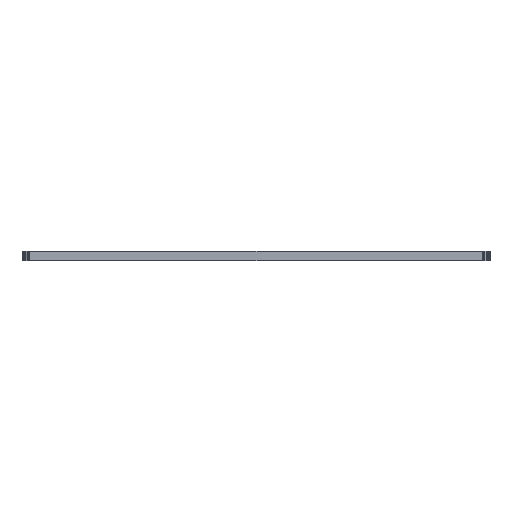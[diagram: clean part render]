
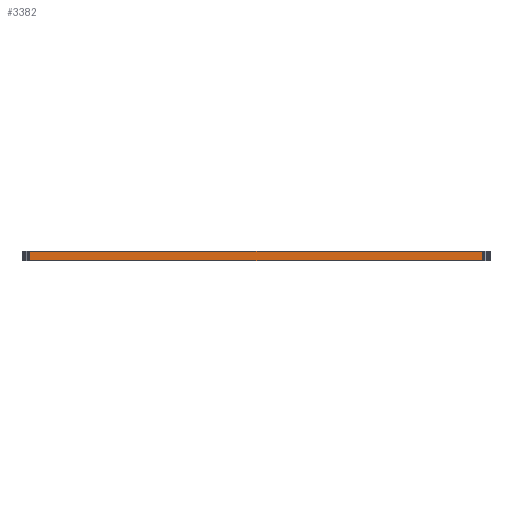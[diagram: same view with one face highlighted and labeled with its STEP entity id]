
A CAD part, left-side view. The second image highlights one B-rep face of the part: STEP entity #3382.
In plain terms, the highlighted planar face has unit normal (-1, 0, 0).
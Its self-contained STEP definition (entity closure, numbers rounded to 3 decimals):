
#90 = PLANE('',#91);
#91 = AXIS2_PLACEMENT_3D('',#92,#93,#94);
#92 = CARTESIAN_POINT('',(120.443,-67.1,1.58));
#93 = DIRECTION('',(-0.,-0.,-1.));
#94 = DIRECTION('',(-1.,0.,0.));
#144 = PLANE('',#145);
#145 = AXIS2_PLACEMENT_3D('',#146,#147,#148);
#146 = CARTESIAN_POINT('',(120.443,-67.1,0.));
#147 = DIRECTION('',(-0.,-0.,-1.));
#148 = DIRECTION('',(-1.,0.,0.));
#1009 = VERTEX_POINT('',#1010);
#1010 = CARTESIAN_POINT('',(38.461,-103.93,0.));
#1024 = PLANE('',#1025);
#1025 = AXIS2_PLACEMENT_3D('',#1026,#1027,#1028);
#1026 = CARTESIAN_POINT('',(38.48,-104.151,0.));
#1027 = DIRECTION('',(-0.996,-0.087,0.));
#1028 = DIRECTION('',(-0.087,0.996,0.));
#1036 = EDGE_CURVE('',#1009,#1037,#1039,.T.);
#1037 = VERTEX_POINT('',#1038);
#1038 = CARTESIAN_POINT('',(38.461,-30.27,0.));
#1039 = SURFACE_CURVE('',#1040,(#1044,#1051),.PCURVE_S1.);
#1040 = LINE('',#1041,#1042);
#1041 = CARTESIAN_POINT('',(38.461,-103.93,0.));
#1042 = VECTOR('',#1043,1.);
#1043 = DIRECTION('',(0.,1.,0.));
#1044 = PCURVE('',#144,#1045);
#1045 = DEFINITIONAL_REPRESENTATION('',(#1046),#1050);
#1046 = LINE('',#1047,#1048);
#1047 = CARTESIAN_POINT('',(81.982,-36.83));
#1048 = VECTOR('',#1049,1.);
#1049 = DIRECTION('',(0.,1.));
#1050 = ( GEOMETRIC_REPRESENTATION_CONTEXT(2) 
PARAMETRIC_REPRESENTATION_CONTEXT() REPRESENTATION_CONTEXT('2D SPACE',''
  ) );
#1051 = PCURVE('',#1052,#1057);
#1052 = PLANE('',#1053);
#1053 = AXIS2_PLACEMENT_3D('',#1054,#1055,#1056);
#1054 = CARTESIAN_POINT('',(38.461,-103.93,0.));
#1055 = DIRECTION('',(-1.,0.,0.));
#1056 = DIRECTION('',(0.,1.,0.));
#1057 = DEFINITIONAL_REPRESENTATION('',(#1058),#1062);
#1058 = LINE('',#1059,#1060);
#1059 = CARTESIAN_POINT('',(0.,0.));
#1060 = VECTOR('',#1061,1.);
#1061 = DIRECTION('',(1.,0.));
#1062 = ( GEOMETRIC_REPRESENTATION_CONTEXT(2) 
PARAMETRIC_REPRESENTATION_CONTEXT() REPRESENTATION_CONTEXT('2D SPACE',''
  ) );
#1080 = PLANE('',#1081);
#1081 = AXIS2_PLACEMENT_3D('',#1082,#1083,#1084);
#1082 = CARTESIAN_POINT('',(38.461,-30.27,0.));
#1083 = DIRECTION('',(-0.996,0.087,0.));
#1084 = DIRECTION('',(0.087,0.996,0.));
#2269 = VERTEX_POINT('',#2270);
#2270 = CARTESIAN_POINT('',(38.461,-103.93,1.58));
#2291 = EDGE_CURVE('',#2269,#2292,#2294,.T.);
#2292 = VERTEX_POINT('',#2293);
#2293 = CARTESIAN_POINT('',(38.461,-30.27,1.58));
#2294 = SURFACE_CURVE('',#2295,(#2299,#2306),.PCURVE_S1.);
#2295 = LINE('',#2296,#2297);
#2296 = CARTESIAN_POINT('',(38.461,-103.93,1.58));
#2297 = VECTOR('',#2298,1.);
#2298 = DIRECTION('',(0.,1.,0.));
#2299 = PCURVE('',#90,#2300);
#2300 = DEFINITIONAL_REPRESENTATION('',(#2301),#2305);
#2301 = LINE('',#2302,#2303);
#2302 = CARTESIAN_POINT('',(81.982,-36.83));
#2303 = VECTOR('',#2304,1.);
#2304 = DIRECTION('',(0.,1.));
#2305 = ( GEOMETRIC_REPRESENTATION_CONTEXT(2) 
PARAMETRIC_REPRESENTATION_CONTEXT() REPRESENTATION_CONTEXT('2D SPACE',''
  ) );
#2306 = PCURVE('',#1052,#2307);
#2307 = DEFINITIONAL_REPRESENTATION('',(#2308),#2312);
#2308 = LINE('',#2309,#2310);
#2309 = CARTESIAN_POINT('',(0.,-1.58));
#2310 = VECTOR('',#2311,1.);
#2311 = DIRECTION('',(1.,0.));
#2312 = ( GEOMETRIC_REPRESENTATION_CONTEXT(2) 
PARAMETRIC_REPRESENTATION_CONTEXT() REPRESENTATION_CONTEXT('2D SPACE',''
  ) );
#3332 = EDGE_CURVE('',#1037,#2292,#3333,.T.);
#3333 = SURFACE_CURVE('',#3334,(#3338,#3345),.PCURVE_S1.);
#3334 = LINE('',#3335,#3336);
#3335 = CARTESIAN_POINT('',(38.461,-30.27,0.));
#3336 = VECTOR('',#3337,1.);
#3337 = DIRECTION('',(0.,0.,1.));
#3338 = PCURVE('',#1080,#3339);
#3339 = DEFINITIONAL_REPRESENTATION('',(#3340),#3344);
#3340 = LINE('',#3341,#3342);
#3341 = CARTESIAN_POINT('',(0.,0.));
#3342 = VECTOR('',#3343,1.);
#3343 = DIRECTION('',(0.,-1.));
#3344 = ( GEOMETRIC_REPRESENTATION_CONTEXT(2) 
PARAMETRIC_REPRESENTATION_CONTEXT() REPRESENTATION_CONTEXT('2D SPACE',''
  ) );
#3345 = PCURVE('',#1052,#3346);
#3346 = DEFINITIONAL_REPRESENTATION('',(#3347),#3351);
#3347 = LINE('',#3348,#3349);
#3348 = CARTESIAN_POINT('',(73.66,0.));
#3349 = VECTOR('',#3350,1.);
#3350 = DIRECTION('',(0.,-1.));
#3351 = ( GEOMETRIC_REPRESENTATION_CONTEXT(2) 
PARAMETRIC_REPRESENTATION_CONTEXT() REPRESENTATION_CONTEXT('2D SPACE',''
  ) );
#3382 = ADVANCED_FACE('',(#3383),#1052,.T.);
#3383 = FACE_BOUND('',#3384,.T.);
#3384 = EDGE_LOOP('',(#3385,#3406,#3407,#3408));
#3385 = ORIENTED_EDGE('',*,*,#3386,.T.);
#3386 = EDGE_CURVE('',#1009,#2269,#3387,.T.);
#3387 = SURFACE_CURVE('',#3388,(#3392,#3399),.PCURVE_S1.);
#3388 = LINE('',#3389,#3390);
#3389 = CARTESIAN_POINT('',(38.461,-103.93,0.));
#3390 = VECTOR('',#3391,1.);
#3391 = DIRECTION('',(0.,0.,1.));
#3392 = PCURVE('',#1052,#3393);
#3393 = DEFINITIONAL_REPRESENTATION('',(#3394),#3398);
#3394 = LINE('',#3395,#3396);
#3395 = CARTESIAN_POINT('',(0.,0.));
#3396 = VECTOR('',#3397,1.);
#3397 = DIRECTION('',(0.,-1.));
#3398 = ( GEOMETRIC_REPRESENTATION_CONTEXT(2) 
PARAMETRIC_REPRESENTATION_CONTEXT() REPRESENTATION_CONTEXT('2D SPACE',''
  ) );
#3399 = PCURVE('',#1024,#3400);
#3400 = DEFINITIONAL_REPRESENTATION('',(#3401),#3405);
#3401 = LINE('',#3402,#3403);
#3402 = CARTESIAN_POINT('',(0.221,0.));
#3403 = VECTOR('',#3404,1.);
#3404 = DIRECTION('',(0.,-1.));
#3405 = ( GEOMETRIC_REPRESENTATION_CONTEXT(2) 
PARAMETRIC_REPRESENTATION_CONTEXT() REPRESENTATION_CONTEXT('2D SPACE',''
  ) );
#3406 = ORIENTED_EDGE('',*,*,#2291,.T.);
#3407 = ORIENTED_EDGE('',*,*,#3332,.F.);
#3408 = ORIENTED_EDGE('',*,*,#1036,.F.);
